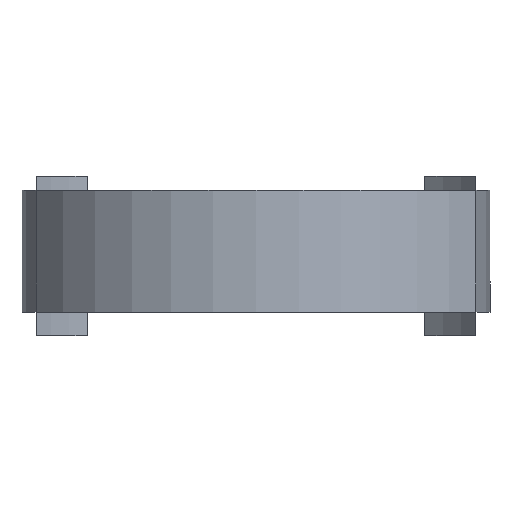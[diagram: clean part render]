
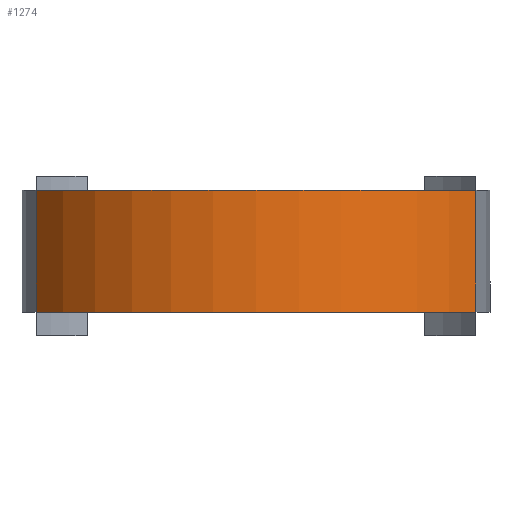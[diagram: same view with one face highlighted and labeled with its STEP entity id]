
A CAD part, left-side view. The second image highlights one B-rep face of the part: STEP entity #1274.
In plain terms, the highlighted cylindrical face has radius 57 mm (diameter 114 mm), a partial arc.
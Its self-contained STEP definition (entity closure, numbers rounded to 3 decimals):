
#134=FACE_OUTER_BOUND('',#203,.T.);
#203=EDGE_LOOP('',(#944,#945,#946,#947));
#321=LINE('',#2015,#420);
#322=LINE('',#2021,#421);
#420=VECTOR('',#1621,10.);
#421=VECTOR('',#1628,10.);
#519=CIRCLE('',#1383,57.);
#520=CIRCLE('',#1384,57.);
#607=VERTEX_POINT('',#2008);
#610=VERTEX_POINT('',#2013);
#611=VERTEX_POINT('',#2017);
#612=VERTEX_POINT('',#2019);
#747=EDGE_CURVE('',#607,#610,#321,.T.);
#748=EDGE_CURVE('',#611,#607,#519,.T.);
#749=EDGE_CURVE('',#612,#610,#520,.T.);
#750=EDGE_CURVE('',#611,#612,#322,.T.);
#944=ORIENTED_EDGE('',*,*,#748,.T.);
#945=ORIENTED_EDGE('',*,*,#747,.T.);
#946=ORIENTED_EDGE('',*,*,#749,.F.);
#947=ORIENTED_EDGE('',*,*,#750,.F.);
#1230=CYLINDRICAL_SURFACE('',#1382,57.);
#1274=ADVANCED_FACE('',(#134),#1230,.T.);
#1382=AXIS2_PLACEMENT_3D('',#2016,#1622,#1623);
#1383=AXIS2_PLACEMENT_3D('',#2018,#1624,#1625);
#1384=AXIS2_PLACEMENT_3D('',#2020,#1626,#1627);
#1621=DIRECTION('',(0.,0.,1.));
#1622=DIRECTION('center_axis',(0.,0.,1.));
#1623=DIRECTION('ref_axis',(-0.566,0.825,0.));
#1624=DIRECTION('center_axis',(0.,0.,
1.));
#1625=DIRECTION('ref_axis',(-0.566,0.825,0.));
#1626=DIRECTION('center_axis',(0.,0.,
1.));
#1627=DIRECTION('ref_axis',(-0.566,0.825,0.));
#1628=DIRECTION('',(0.,0.,1.));
#2008=CARTESIAN_POINT('',(-32.249,-47.,-43.523));
#2013=CARTESIAN_POINT('',(-32.249,-47.,-17.523));
#2015=CARTESIAN_POINT('',(-32.249,-47.,-43.523));
#2016=CARTESIAN_POINT('Origin',(0.,0.,-43.523));
#2017=CARTESIAN_POINT('',(-32.249,47.,-43.523));
#2018=CARTESIAN_POINT('Origin',(0.,0.,-43.523));
#2019=CARTESIAN_POINT('',(-32.249,47.,-17.523));
#2020=CARTESIAN_POINT('Origin',(0.,0.,-17.523));
#2021=CARTESIAN_POINT('',(-32.249,47.,-43.523));
